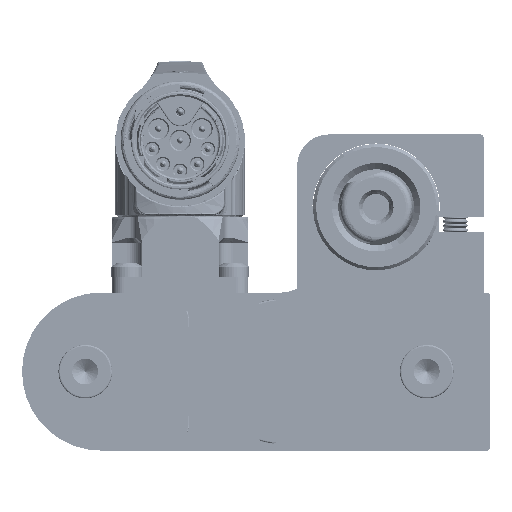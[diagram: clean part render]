
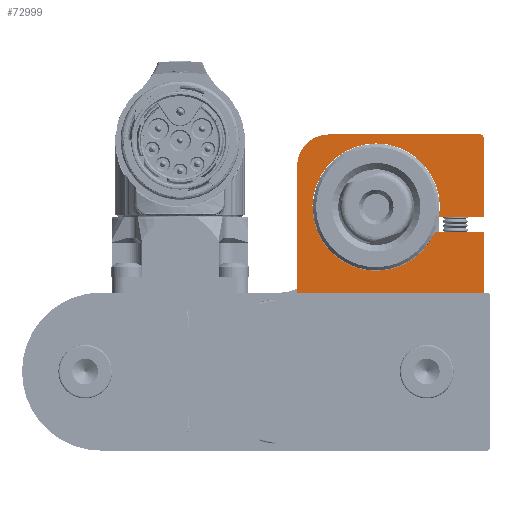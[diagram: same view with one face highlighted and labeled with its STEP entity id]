
A CAD part, left-side view. The second image highlights one B-rep face of the part: STEP entity #72999.
In plain terms, the highlighted face is planar.
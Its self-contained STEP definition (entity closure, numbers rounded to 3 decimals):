
#1106 = CARTESIAN_POINT ( 'NONE',  ( 6.747, -1., 30. ) ) ;
#4418 = DIRECTION ( 'NONE',  ( 1., 0., 0. ) ) ;
#4498 = EDGE_CURVE ( 'NONE', #8192, #50314, #89666, .T. ) ;
#4532 = EDGE_CURVE ( 'NONE', #41350, #66196, #43607, .T. ) ;
#5177 = CARTESIAN_POINT ( 'NONE',  ( -10., 9.5, 30. ) ) ;
#6419 = CARTESIAN_POINT ( 'NONE',  ( 14.5, 14., 30. ) ) ;
#7369 = EDGE_CURVE ( 'NONE', #32027, #59673, #33252, .T. ) ;
#7410 = EDGE_CURVE ( 'NONE', #86986, #79473, #67423, .T. ) ;
#8192 = VERTEX_POINT ( 'NONE', #88558 ) ;
#8535 = ORIENTED_EDGE ( 'NONE', *, *, #7369, .T. ) ;
#9580 = EDGE_CURVE ( 'NONE', #79547, #86986, #27068, .T. ) ;
#10196 = CARTESIAN_POINT ( 'NONE',  ( 14.5, -10.5, 30. ) ) ;
#12197 = CARTESIAN_POINT ( 'NONE',  ( 14.5, 14.5, 30. ) ) ;
#14091 = EDGE_CURVE ( 'NONE', #79473, #76662, #83254, .T. ) ;
#15951 = CARTESIAN_POINT ( 'NONE',  ( -15., 14.5, 30. ) ) ;
#17965 = CARTESIAN_POINT ( 'NONE',  ( 5.5, -1., 30. ) ) ;
#19351 = CARTESIAN_POINT ( 'NONE',  ( 5.5, 1.5, 30. ) ) ;
#19362 = AXIS2_PLACEMENT_3D ( 'NONE', #63342, #57692, #27229 ) ;
#20551 = DIRECTION ( 'NONE',  ( 0., 1., 0. ) ) ;
#21118 = DIRECTION ( 'NONE',  ( 0., 1., 0. ) ) ;
#21237 = EDGE_CURVE ( 'NONE', #66196, #79547, #41744, .T. ) ;
#21597 = ORIENTED_EDGE ( 'NONE', *, *, #4498, .F. ) ;
#21664 = CARTESIAN_POINT ( 'NONE',  ( -15., -10.5, 30. ) ) ;
#21732 = ORIENTED_EDGE ( 'NONE', *, *, #14091, .T. ) ;
#22773 = VECTOR ( 'NONE', #4418, 1000. ) ;
#23429 = ORIENTED_EDGE ( 'NONE', *, *, #9580, .T. ) ;
#26391 = CARTESIAN_POINT ( 'NONE',  ( -15., -10.5, 30. ) ) ;
#26861 = DIRECTION ( 'NONE',  ( -1., 0., 0. ) ) ;
#27068 = LINE ( 'NONE', #41130, #59831 ) ;
#27229 = DIRECTION ( 'NONE',  ( 1., 0., 0. ) ) ;
#29235 = ORIENTED_EDGE ( 'NONE', *, *, #92054, .F. ) ;
#32027 = VERTEX_POINT ( 'NONE', #10196 ) ;
#33252 = LINE ( 'NONE', #12197, #83839 ) ;
#33270 = CARTESIAN_POINT ( 'NONE',  ( -10., 14.5, 30. ) ) ;
#34917 = CARTESIAN_POINT ( 'NONE',  ( 14.5, 1.5, 30. ) ) ;
#35745 = CARTESIAN_POINT ( 'NONE',  ( 14.5, -1., 30. ) ) ;
#37159 = ORIENTED_EDGE ( 'NONE', *, *, #7410, .T. ) ;
#39990 = LINE ( 'NONE', #26391, #22773 ) ;
#41130 = CARTESIAN_POINT ( 'NONE',  ( -15., 14.5, 30. ) ) ;
#41350 = VERTEX_POINT ( 'NONE', #34917 ) ;
#41686 = DIRECTION ( 'NONE',  ( 1., 0., 0. ) ) ;
#41744 = CIRCLE ( 'NONE', #74671, 0.5 ) ;
#43033 = EDGE_CURVE ( 'NONE', #76662, #32027, #39990, .T. ) ;
#43607 = LINE ( 'NONE', #56302, #53864 ) ;
#45206 = CARTESIAN_POINT ( 'NONE',  ( 14., 14., 30. ) ) ;
#46579 = LINE ( 'NONE', #17965, #72452 ) ;
#48704 = DIRECTION ( 'NONE',  ( 0., 0., 1. ) ) ;
#50314 = VERTEX_POINT ( 'NONE', #1106 ) ;
#52873 = FACE_OUTER_BOUND ( 'NONE', #87382, .T. ) ;
#53864 = VECTOR ( 'NONE', #21118, 1000. ) ;
#53877 = CARTESIAN_POINT ( 'NONE',  ( 14., 14.5, 30. ) ) ;
#56302 = CARTESIAN_POINT ( 'NONE',  ( 14.5, 14.5, 30. ) ) ;
#56575 = DIRECTION ( 'NONE',  ( 0., 0., 1. ) ) ;
#57692 = DIRECTION ( 'NONE',  ( 0., 0., 1. ) ) ;
#59297 = DIRECTION ( 'NONE',  ( 1., 0., 0. ) ) ;
#59445 = EDGE_CURVE ( 'NONE', #41350, #8192, #76084, .T. ) ;
#59673 = VERTEX_POINT ( 'NONE', #35745 ) ;
#59831 = VECTOR ( 'NONE', #64095, 1000. ) ;
#61507 = AXIS2_PLACEMENT_3D ( 'NONE', #5177, #48704, #41686 ) ;
#61606 = DIRECTION ( 'NONE',  ( 1., 0., 0. ) ) ;
#63342 = CARTESIAN_POINT ( 'NONE',  ( -2.5, 3., 30. ) ) ;
#64080 = DIRECTION ( 'NONE',  ( 1., 0., 0. ) ) ;
#64095 = DIRECTION ( 'NONE',  ( -1., 0., 0. ) ) ;
#66172 = ORIENTED_EDGE ( 'NONE', *, *, #43033, .T. ) ;
#66196 = VERTEX_POINT ( 'NONE', #6419 ) ;
#67423 = CIRCLE ( 'NONE', #61507, 5. ) ;
#68794 = PLANE ( 'NONE',  #80426 ) ;
#72452 = VECTOR ( 'NONE', #61606, 1000. ) ;
#72999 = ADVANCED_FACE ( 'NONE', ( #52873 ), #68794, .T. ) ;
#73151 = DIRECTION ( 'NONE',  ( 0., -1., 0. ) ) ;
#74671 = AXIS2_PLACEMENT_3D ( 'NONE', #45206, #87816, #59297 ) ;
#75400 = VECTOR ( 'NONE', #73151, 1000. ) ;
#76084 = LINE ( 'NONE', #19351, #86079 ) ;
#76662 = VERTEX_POINT ( 'NONE', #21664 ) ;
#76677 = ORIENTED_EDGE ( 'NONE', *, *, #4532, .T. ) ;
#79473 = VERTEX_POINT ( 'NONE', #83550 ) ;
#79547 = VERTEX_POINT ( 'NONE', #53877 ) ;
#80426 = AXIS2_PLACEMENT_3D ( 'NONE', #83284, #56575, #64080 ) ;
#83254 = LINE ( 'NONE', #15951, #75400 ) ;
#83284 = CARTESIAN_POINT ( 'NONE',  ( 0., 0., 30. ) ) ;
#83550 = CARTESIAN_POINT ( 'NONE',  ( -15., 9.5, 30. ) ) ;
#83839 = VECTOR ( 'NONE', #20551, 1000. ) ;
#86079 = VECTOR ( 'NONE', #26861, 1000. ) ;
#86986 = VERTEX_POINT ( 'NONE', #33270 ) ;
#87382 = EDGE_LOOP ( 'NONE', ( #76677, #89306, #23429, #37159, #21732, #66172, #8535, #29235, #21597, #92522 ) ) ;
#87816 = DIRECTION ( 'NONE',  ( 0., 0., 1. ) ) ;
#88558 = CARTESIAN_POINT ( 'NONE',  ( 7.463, 1.5, 30. ) ) ;
#89306 = ORIENTED_EDGE ( 'NONE', *, *, #21237, .T. ) ;
#89666 = CIRCLE ( 'NONE', #19362, 10.075 ) ;
#92054 = EDGE_CURVE ( 'NONE', #50314, #59673, #46579, .T. ) ;
#92522 = ORIENTED_EDGE ( 'NONE', *, *, #59445, .F. ) ;
